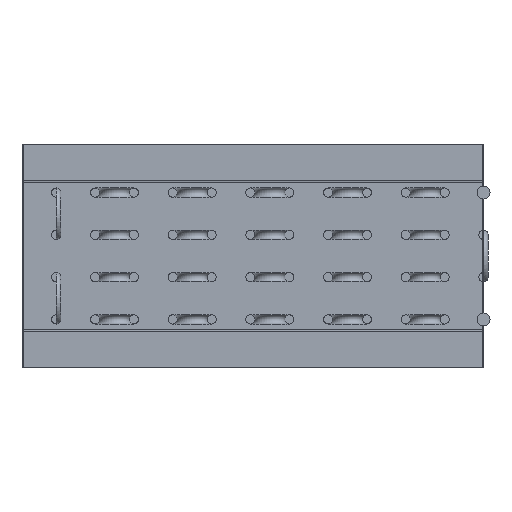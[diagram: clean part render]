
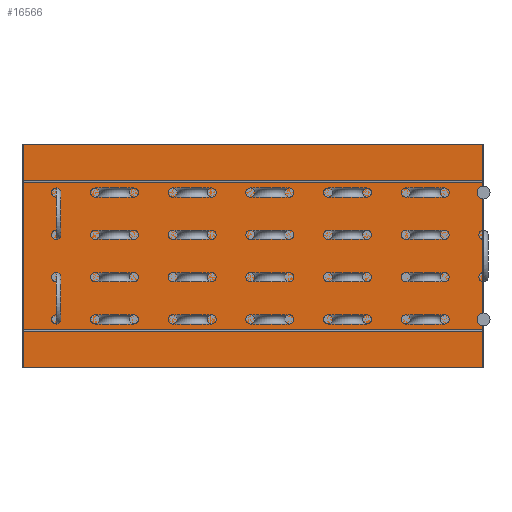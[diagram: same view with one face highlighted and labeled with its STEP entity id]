
A CAD part, left-side view. The second image highlights one B-rep face of the part: STEP entity #16566.
In plain terms, the highlighted planar face has unit normal (-1, 0, 0).
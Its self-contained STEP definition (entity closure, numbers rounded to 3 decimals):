
#16028 = VERTEX_POINT('',#16029);
#16029 = CARTESIAN_POINT('',(0.,0.6,-58.));
#16083 = VERTEX_POINT('',#16084);
#16084 = CARTESIAN_POINT('',(0.,0.6,58.));
#16229 = EDGE_CURVE('',#16028,#16230,#16232,.T.);
#16230 = VERTEX_POINT('',#16231);
#16231 = CARTESIAN_POINT('',(0.,239.4,-58.));
#16232 = LINE('',#16233,#16234);
#16233 = CARTESIAN_POINT('',(0.,0.,-58.));
#16234 = VECTOR('',#16235,1.);
#16235 = DIRECTION('',(-0.,1.,0.));
#16308 = EDGE_CURVE('',#16083,#16309,#16311,.T.);
#16309 = VERTEX_POINT('',#16310);
#16310 = CARTESIAN_POINT('',(0.,239.4,58.));
#16311 = LINE('',#16312,#16313);
#16312 = CARTESIAN_POINT('',(0.,0.,58.));
#16313 = VECTOR('',#16314,1.);
#16314 = DIRECTION('',(-0.,1.,0.));
#16544 = EDGE_CURVE('',#16028,#16083,#16545,.T.);
#16545 = LINE('',#16546,#16547);
#16546 = CARTESIAN_POINT('',(0.,0.6,-58.));
#16547 = VECTOR('',#16548,1.);
#16548 = DIRECTION('',(0.,0.,1.));
#16566 = ADVANCED_FACE('',(#16567),#16578,.F.);
#16567 = FACE_BOUND('',#16568,.F.);
#16568 = EDGE_LOOP('',(#16569,#16570,#16571,#16577));
#16569 = ORIENTED_EDGE('',*,*,#16544,.F.);
#16570 = ORIENTED_EDGE('',*,*,#16229,.T.);
#16571 = ORIENTED_EDGE('',*,*,#16572,.T.);
#16572 = EDGE_CURVE('',#16230,#16309,#16573,.T.);
#16573 = LINE('',#16574,#16575);
#16574 = CARTESIAN_POINT('',(0.,239.4,-58.));
#16575 = VECTOR('',#16576,1.);
#16576 = DIRECTION('',(0.,0.,1.));
#16577 = ORIENTED_EDGE('',*,*,#16308,.F.);
#16578 = PLANE('',#16579);
#16579 = AXIS2_PLACEMENT_3D('',#16580,#16581,#16582);
#16580 = CARTESIAN_POINT('',(0.,0.,-58.));
#16581 = DIRECTION('',(1.,0.,-0.));
#16582 = DIRECTION('',(0.,0.,1.));
